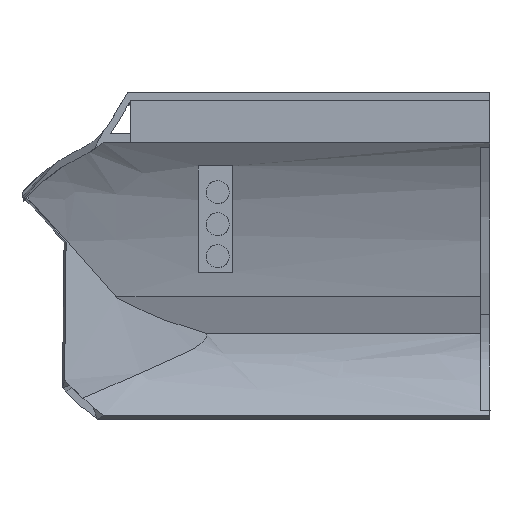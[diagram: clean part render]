
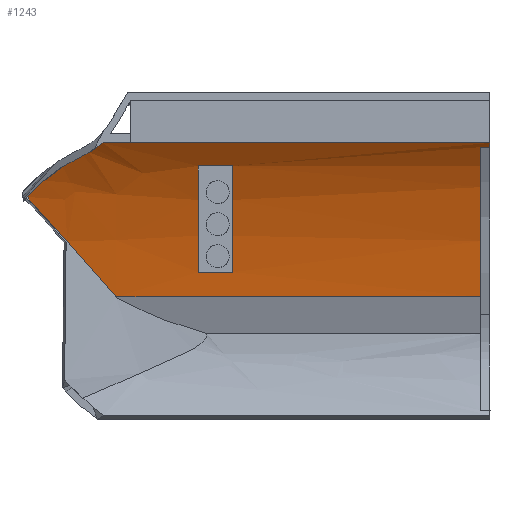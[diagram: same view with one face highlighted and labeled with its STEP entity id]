
A CAD part, front view. The second image highlights one B-rep face of the part: STEP entity #1243.
In plain terms, the highlighted free-form (B-spline) face has degree [3, 1] with [9, 2] control points.
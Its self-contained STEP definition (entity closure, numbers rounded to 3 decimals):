
#50=B_SPLINE_CURVE_WITH_KNOTS('',3,(#1674,#1675,#1676,#1677),
 .UNSPECIFIED.,.F.,.F.,(4,4),(0.,0.009),.UNSPECIFIED.);
#52=B_SPLINE_CURVE_WITH_KNOTS('',3,(#1710,#1711,#1712,#1713,#1714),
 .UNSPECIFIED.,.F.,.F.,(4,1,4),(0.,0.016,0.032),
 .UNSPECIFIED.);
#53=B_SPLINE_CURVE_WITH_KNOTS('',3,(#1716,#1717,#1718,#1719,#1720),
 .UNSPECIFIED.,.F.,.F.,(4,1,4),(0.,0.03,
0.06),.UNSPECIFIED.);
#54=B_SPLINE_CURVE_WITH_KNOTS('',3,(#1721,#1722,#1723,#1724,#1725,#1726,
#1727,#1728),.UNSPECIFIED.,.F.,.F.,(4,1,1,1,1,4),(0.,
0.009,0.018,0.035,0.053,
0.07),.UNSPECIFIED.);
#55=B_SPLINE_CURVE_WITH_KNOTS('',3,(#1732,#1733,#1734,#1735),
 .UNSPECIFIED.,.F.,.F.,(4,4),(0.04,0.088),
 .UNSPECIFIED.);
#56=B_SPLINE_CURVE_WITH_KNOTS('',3,(#1739,#1740,#1741,#1742),
 .UNSPECIFIED.,.F.,.F.,(4,4),(0.,0.002),
 .UNSPECIFIED.);
#57=B_SPLINE_CURVE_WITH_KNOTS('',3,(#1746,#1747,#1748,#1749,#1750,#1751),
 .UNSPECIFIED.,.F.,.F.,(4,1,1,4),(0.,0.012,0.025,
0.049),.UNSPECIFIED.);
#58=B_SPLINE_CURVE_WITH_KNOTS('',3,(#1755,#1756,#1757,#1758,#1759,#1760),
 .UNSPECIFIED.,.F.,.F.,(4,1,1,4),(0.,0.012,
0.025,0.049),.UNSPECIFIED.);
#121=B_SPLINE_SURFACE_WITH_KNOTS('',3,1,((#1692,#1693),(#1694,#1695),(#1696,
#1697),(#1698,#1699),(#1700,#1701),(#1702,#1703),(#1704,#1705),(#1706,#1707),
(#1708,#1709)),.SURF_OF_LINEAR_EXTRUSION.,.F.,.F.,.F.,(4,1,1,1,1,1,4),(2,
2),(0.04,0.28,0.521,0.762,
0.882,0.942,1.002),(0.,1.),
 .UNSPECIFIED.);
#170=ORIENTED_EDGE('',*,*,#542,.F.);
#171=ORIENTED_EDGE('',*,*,#548,.F.);
#172=ORIENTED_EDGE('',*,*,#549,.F.);
#173=ORIENTED_EDGE('',*,*,#544,.F.);
#174=ORIENTED_EDGE('',*,*,#550,.F.);
#175=ORIENTED_EDGE('',*,*,#551,.T.);
#176=ORIENTED_EDGE('',*,*,#552,.F.);
#177=ORIENTED_EDGE('',*,*,#553,.T.);
#178=ORIENTED_EDGE('',*,*,#554,.F.);
#179=ORIENTED_EDGE('',*,*,#555,.F.);
#180=ORIENTED_EDGE('',*,*,#556,.T.);
#181=ORIENTED_EDGE('',*,*,#557,.F.);
#182=ORIENTED_EDGE('',*,*,#558,.F.);
#542=EDGE_CURVE('',#731,#732,#50,.T.);
#544=EDGE_CURVE('',#733,#734,#851,.T.);
#548=EDGE_CURVE('',#737,#731,#52,.T.);
#549=EDGE_CURVE('',#734,#737,#53,.T.);
#550=EDGE_CURVE('',#738,#733,#54,.T.);
#551=EDGE_CURVE('',#738,#739,#854,.F.);
#552=EDGE_CURVE('',#740,#739,#55,.T.);
#553=EDGE_CURVE('',#740,#741,#855,.T.);
#554=EDGE_CURVE('',#732,#741,#56,.T.);
#555=EDGE_CURVE('',#742,#743,#856,.T.);
#556=EDGE_CURVE('',#742,#744,#57,.T.);
#557=EDGE_CURVE('',#745,#744,#857,.F.);
#558=EDGE_CURVE('',#743,#745,#58,.T.);
#731=VERTEX_POINT('',#1673);
#732=VERTEX_POINT('',#1678);
#733=VERTEX_POINT('',#1682);
#734=VERTEX_POINT('',#1683);
#737=VERTEX_POINT('',#1715);
#738=VERTEX_POINT('',#1729);
#739=VERTEX_POINT('',#1731);
#740=VERTEX_POINT('',#1736);
#741=VERTEX_POINT('',#1738);
#742=VERTEX_POINT('',#1744);
#743=VERTEX_POINT('',#1745);
#744=VERTEX_POINT('',#1752);
#745=VERTEX_POINT('',#1754);
#851=LINE('',#1681,#950);
#854=LINE('',#1730,#953);
#855=LINE('',#1737,#954);
#856=LINE('',#1743,#955);
#857=LINE('',#1753,#956);
#950=VECTOR('',#1419,1000.);
#953=VECTOR('',#1422,1000.);
#954=VECTOR('',#1423,1000.);
#955=VECTOR('',#1424,1000.);
#956=VECTOR('',#1425,1000.);
#1041=EDGE_LOOP('',(#170,#171,#172,#173,#174,#175,#176,#177,#178));
#1042=EDGE_LOOP('',(#179,#180,#181,#182));
#1123=FACE_BOUND('',#1041,.T.);
#1124=FACE_BOUND('',#1042,.T.);
#1243=ADVANCED_FACE('',(#1123,#1124),#121,.F.);
#1419=DIRECTION('',(-1.,0.,0.));
#1422=DIRECTION('',(-1.,0.,0.));
#1423=DIRECTION('',(-1.,0.,0.));
#1424=DIRECTION('',(-1.,0.,0.));
#1425=DIRECTION('',(-1.,0.,0.));
#1673=CARTESIAN_POINT('',(-177.764,893.668,285.354));
#1674=CARTESIAN_POINT('',(-177.764,893.668,285.354));
#1675=CARTESIAN_POINT('',(-175.072,892.786,286.62));
#1676=CARTESIAN_POINT('',(-172.703,891.641,288.174));
#1677=CARTESIAN_POINT('',(-170.636,890.126,289.903));
#1678=CARTESIAN_POINT('',(-170.636,890.126,289.903));
#1681=CARTESIAN_POINT('',(-82.083,914.706,223.515));
#1682=CARTESIAN_POINT('',(-4.,914.706,223.515));
#1683=CARTESIAN_POINT('',(-163.415,914.706,223.515));
#1692=CARTESIAN_POINT('',(0.,889.326,290.791));
#1693=CARTESIAN_POINT('',(-203.43,889.326,290.791));
#1694=CARTESIAN_POINT('',(0.,891.982,287.923));
#1695=CARTESIAN_POINT('',(-203.43,891.982,287.923));
#1696=CARTESIAN_POINT('',(0.,897.083,280.828));
#1697=CARTESIAN_POINT('',(-203.43,897.083,280.828));
#1698=CARTESIAN_POINT('',(0.,903.933,266.046));
#1699=CARTESIAN_POINT('',(-203.43,903.933,266.046));
#1700=CARTESIAN_POINT('',(0.,908.887,250.301));
#1701=CARTESIAN_POINT('',(-203.43,908.887,250.301));
#1702=CARTESIAN_POINT('',(0.,911.936,237.504));
#1703=CARTESIAN_POINT('',(-203.43,911.936,237.504));
#1704=CARTESIAN_POINT('',(0.,913.561,229.674));
#1705=CARTESIAN_POINT('',(-203.43,913.561,229.674));
#1706=CARTESIAN_POINT('',(0.,914.327,225.61));
#1707=CARTESIAN_POINT('',(-203.43,914.327,225.61));
#1708=CARTESIAN_POINT('',(0.,914.706,223.515));
#1709=CARTESIAN_POINT('',(-203.43,914.706,223.515));
#1710=CARTESIAN_POINT('',(-202.217,903.068,267.202));
#1711=CARTESIAN_POINT('',(-198.744,901.538,271.058));
#1712=CARTESIAN_POINT('',(-191.182,898.405,277.903));
#1713=CARTESIAN_POINT('',(-182.458,895.207,283.147));
#1714=CARTESIAN_POINT('',(-177.764,893.668,285.354));
#1715=CARTESIAN_POINT('',(-202.217,903.068,267.202));
#1716=CARTESIAN_POINT('',(-163.415,914.706,223.515));
#1717=CARTESIAN_POINT('',(-169.942,913.369,230.903));
#1718=CARTESIAN_POINT('',(-182.817,910.263,245.724));
#1719=CARTESIAN_POINT('',(-195.704,905.85,260.186));
#1720=CARTESIAN_POINT('',(-202.217,903.068,267.202));
#1721=CARTESIAN_POINT('',(-4.,890.908,288.987));
#1722=CARTESIAN_POINT('',(-4.,892.81,286.701));
#1723=CARTESIAN_POINT('',(-4.,896.134,281.869));
#1724=CARTESIAN_POINT('',(-4.,901.557,271.555));
#1725=CARTESIAN_POINT('',(-4.,906.74,257.747));
#1726=CARTESIAN_POINT('',(-4.,911.324,240.79));
#1727=CARTESIAN_POINT('',(-4.,913.661,229.294));
#1728=CARTESIAN_POINT('',(-4.,914.706,223.515));
#1729=CARTESIAN_POINT('',(-4.,890.908,288.987));
#1730=CARTESIAN_POINT('',(-101.715,890.908,288.987));
#1731=CARTESIAN_POINT('',(0.,890.908,288.987));
#1732=CARTESIAN_POINT('',(0.,889.326,290.791));
#1733=CARTESIAN_POINT('',(0.,889.857,290.217));
#1734=CARTESIAN_POINT('',(0.,890.385,289.615));
#1735=CARTESIAN_POINT('',(0.,890.908,288.987));
#1736=CARTESIAN_POINT('',(0.,889.326,290.791));
#1737=CARTESIAN_POINT('',(-101.715,889.326,290.791));
#1738=CARTESIAN_POINT('',(-169.067,889.326,290.791));
#1739=CARTESIAN_POINT('',(-170.636,890.126,289.903));
#1740=CARTESIAN_POINT('',(-170.189,889.798,290.277));
#1741=CARTESIAN_POINT('',(-169.675,889.521,290.58));
#1742=CARTESIAN_POINT('',(-169.067,889.326,290.791));
#1743=CARTESIAN_POINT('',(-101.715,896.604,280.738));
#1744=CARTESIAN_POINT('',(-112.5,896.604,280.738));
#1745=CARTESIAN_POINT('',(-127.5,896.604,280.738));
#1746=CARTESIAN_POINT('',(-112.5,896.604,280.738));
#1747=CARTESIAN_POINT('',(-112.5,898.68,277.173));
#1748=CARTESIAN_POINT('',(-112.5,902.23,269.788));
#1749=CARTESIAN_POINT('',(-112.5,907.85,254.345));
#1750=CARTESIAN_POINT('',(-112.5,910.868,242.382));
#1751=CARTESIAN_POINT('',(-112.5,912.582,234.342));
#1752=CARTESIAN_POINT('',(-112.5,912.582,234.342));
#1753=CARTESIAN_POINT('',(-101.715,912.582,234.342));
#1754=CARTESIAN_POINT('',(-127.5,912.582,234.342));
#1755=CARTESIAN_POINT('',(-127.5,896.604,280.738));
#1756=CARTESIAN_POINT('',(-127.5,898.68,277.173));
#1757=CARTESIAN_POINT('',(-127.5,902.23,269.788));
#1758=CARTESIAN_POINT('',(-127.5,907.85,254.345));
#1759=CARTESIAN_POINT('',(-127.5,910.868,242.382));
#1760=CARTESIAN_POINT('',(-127.5,912.582,234.342));
